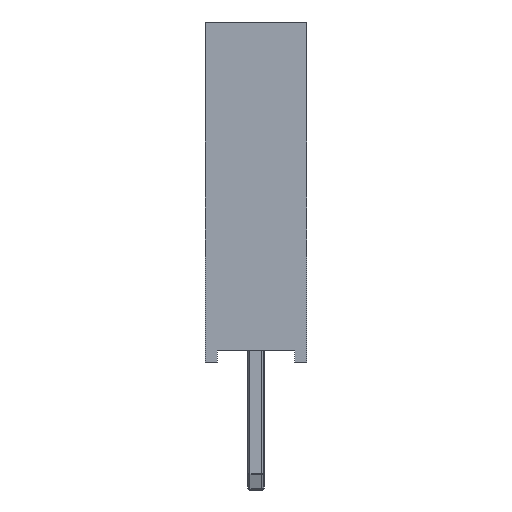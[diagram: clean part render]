
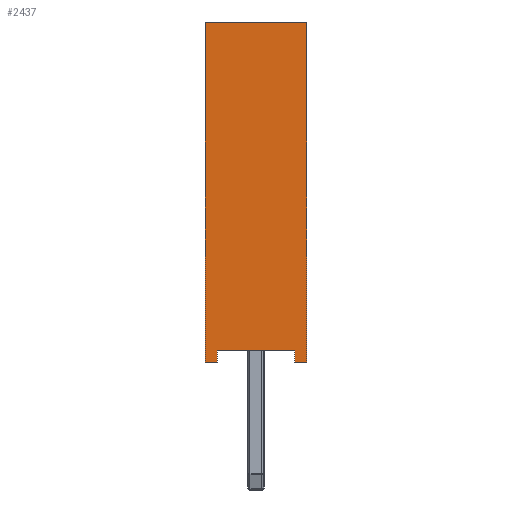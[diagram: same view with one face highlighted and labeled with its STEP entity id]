
A CAD part, left-side view. The second image highlights one B-rep face of the part: STEP entity #2437.
In plain terms, the highlighted planar face has unit normal (-1, 0, 0).
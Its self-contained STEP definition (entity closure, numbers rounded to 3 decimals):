
#341=FACE_OUTER_BOUND('',#492,.T.);
#492=EDGE_LOOP('',(#1593,#1594,#1595,#1596,#1597,#1598,#1599,#1600));
#658=LINE('',#3801,#844);
#660=LINE('',#3807,#846);
#663=LINE('',#3812,#849);
#668=LINE('',#3826,#854);
#669=LINE('',#3829,#855);
#672=LINE('',#3835,#858);
#673=LINE('',#3837,#859);
#674=LINE('',#3838,#860);
#844=VECTOR('',#2975,10.);
#846=VECTOR('',#2979,10.);
#849=VECTOR('',#2984,10.);
#854=VECTOR('',#2999,10.);
#855=VECTOR('',#3002,10.);
#858=VECTOR('',#3007,10.);
#859=VECTOR('',#3008,10.);
#860=VECTOR('',#3009,10.);
#1028=VERTEX_POINT('',#3795);
#1030=VERTEX_POINT('',#3799);
#1031=VERTEX_POINT('',#3803);
#1033=VERTEX_POINT('',#3806);
#1038=VERTEX_POINT('',#3824);
#1039=VERTEX_POINT('',#3828);
#1041=VERTEX_POINT('',#3834);
#1042=VERTEX_POINT('',#3836);
#1226=EDGE_CURVE('',#1028,#1030,#658,.T.);
#1228=EDGE_CURVE('',#1033,#1031,#660,.T.);
#1231=EDGE_CURVE('',#1030,#1033,#663,.T.);
#1240=EDGE_CURVE('',#1031,#1038,#668,.T.);
#1241=EDGE_CURVE('',#1039,#1028,#669,.T.);
#1244=EDGE_CURVE('',#1038,#1041,#672,.T.);
#1245=EDGE_CURVE('',#1042,#1041,#673,.T.);
#1246=EDGE_CURVE('',#1039,#1042,#674,.T.);
#1593=ORIENTED_EDGE('',*,*,#1226,.T.);
#1594=ORIENTED_EDGE('',*,*,#1231,.T.);
#1595=ORIENTED_EDGE('',*,*,#1228,.T.);
#1596=ORIENTED_EDGE('',*,*,#1240,.T.);
#1597=ORIENTED_EDGE('',*,*,#1244,.T.);
#1598=ORIENTED_EDGE('',*,*,#1245,.F.);
#1599=ORIENTED_EDGE('',*,*,#1246,.F.);
#1600=ORIENTED_EDGE('',*,*,#1241,.T.);
#2241=PLANE('',#2645);
#2437=ADVANCED_FACE('',(#341),#2241,.T.);
#2645=AXIS2_PLACEMENT_3D('',#3833,#3005,#3006);
#2975=DIRECTION('',(0.,0.,1.));
#2979=DIRECTION('',(0.,0.,-1.));
#2984=DIRECTION('',(0.,-1.,0.));
#2999=DIRECTION('',(0.,-1.,0.));
#3002=DIRECTION('',(0.,-1.,0.));
#3005=DIRECTION('center_axis',(-1.,0.,0.));
#3006=DIRECTION('ref_axis',(0.,-1.,0.));
#3007=DIRECTION('',(0.,0.,1.));
#3008=DIRECTION('',(0.,-1.,0.));
#3009=DIRECTION('',(0.,0.,1.));
#3795=CARTESIAN_POINT('',(-1.27,0.97,0.));
#3799=CARTESIAN_POINT('',(-1.27,0.97,0.3));
#3801=CARTESIAN_POINT('',(-1.27,0.97,0.));
#3803=CARTESIAN_POINT('',(-1.27,-0.97,0.));
#3806=CARTESIAN_POINT('',(-1.27,-0.97,0.3));
#3807=CARTESIAN_POINT('',(-1.27,-0.97,0.));
#3812=CARTESIAN_POINT('',(-1.27,0.635,0.3));
#3824=CARTESIAN_POINT('',(-1.27,-1.27,0.));
#3826=CARTESIAN_POINT('',(-1.27,1.27,0.));
#3828=CARTESIAN_POINT('',(-1.27,1.27,0.));
#3829=CARTESIAN_POINT('',(-1.27,1.27,0.));
#3833=CARTESIAN_POINT('Origin',(-1.27,1.27,0.));
#3834=CARTESIAN_POINT('',(-1.27,-1.27,8.5));
#3835=CARTESIAN_POINT('',(-1.27,-1.27,0.));
#3836=CARTESIAN_POINT('',(-1.27,1.27,8.5));
#3837=CARTESIAN_POINT('',(-1.27,1.27,8.5));
#3838=CARTESIAN_POINT('',(-1.27,1.27,0.));
